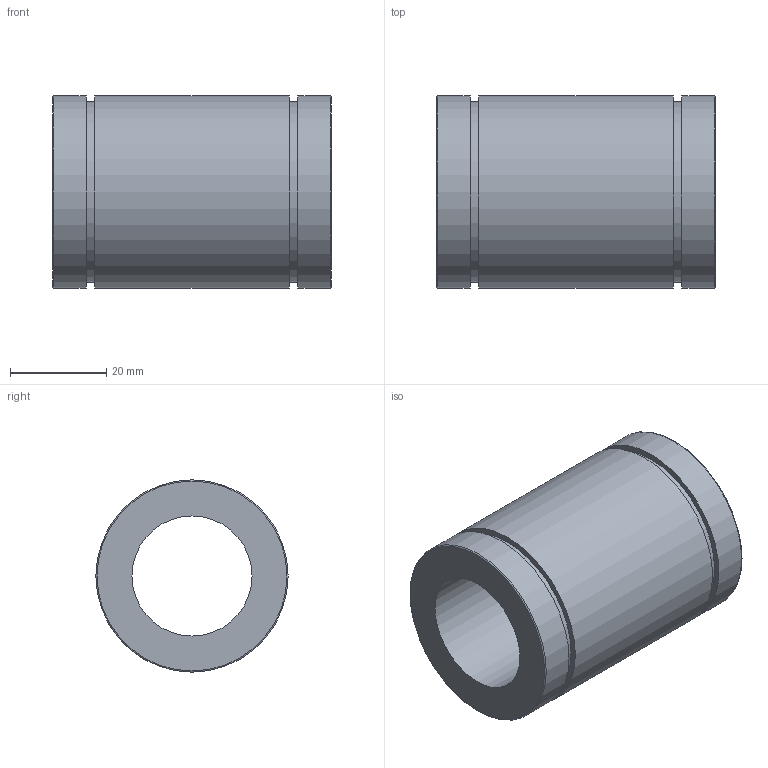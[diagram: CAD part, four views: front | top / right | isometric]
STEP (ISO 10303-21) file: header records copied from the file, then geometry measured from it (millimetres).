
FILE_DESCRIPTION(/* description */ ('Linearlager mit Kunstsfoffkäfig geschlossen beidseitig abgedichtet'),/* implementation_level */ '2;1');
FILE_NAME(/* name */ '101287-0.step',/* time_stamp */ '2021-09-02T13:49:57+02:00',/* author */ ('Praktikum'),/* organization */ (''),/* preprocessor_version */ 'ST-DEVELOPER v18.1',/* originating_system */ 'Autodesk Inventor 2021',/* authorisation */ '');
FILE_SCHEMA (('AUTOMOTIVE_DESIGN { 1 0 10303 214 3 1 1 }'));
Length unit declared in the file: millimetre
Products named in the file (1): leer
Bounding box: 58 x 40 x 40 mm (x, y, z)
Volume: 43847.9 mm3; surface area: 13927.9 mm2
Topology: 1 solids, 1 shells, 14 faces, 24 edges, 16 vertices
Faces by surface type: cylinder 6, plane 6, torus 2
Full cylindrical faces by diameter (mm): 25 x1, 37.5 x2, 40 x3
Entity records: 391 total; most frequent: DIRECTION 72, CARTESIAN_POINT 55, ORIENTED_EDGE 48, AXIS2_PLACEMENT_3D 33, EDGE_CURVE 24, EDGE_LOOP 20, CIRCLE 18, VERTEX_POINT 16
